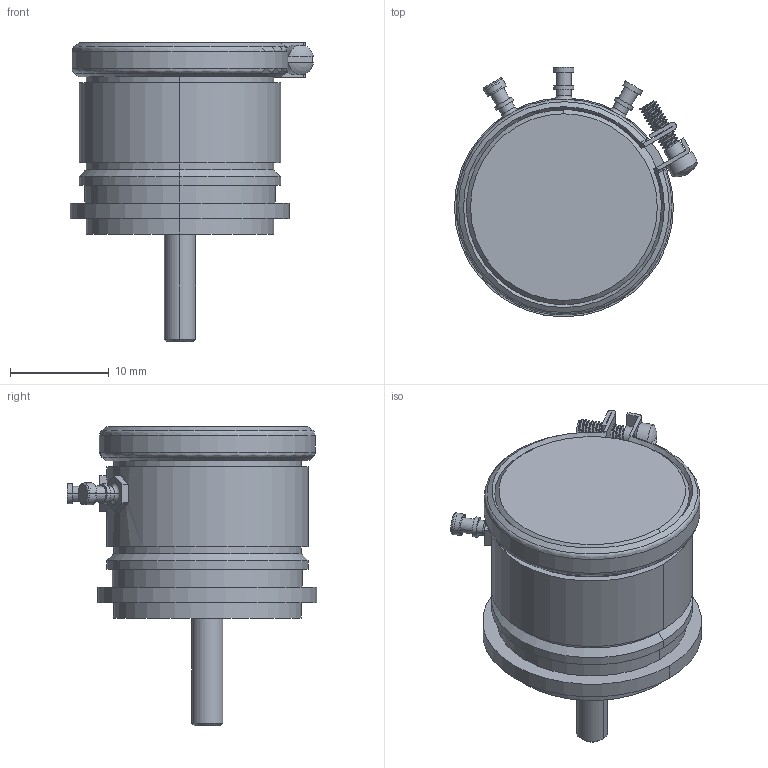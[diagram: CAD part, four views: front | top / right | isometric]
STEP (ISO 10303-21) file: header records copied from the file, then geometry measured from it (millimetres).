
FILE_DESCRIPTION((''),'2;1');
FILE_NAME('5103_SW0010','2013-02-14T',('BMozley'),(''),'PRO/ENGINEER BY PARAMETRIC TECHNOLOGY CORPORATION, 2012360','PRO/ENGINEER BY PARAMETRIC TECHNOLOGY CORPORATION, 2012360','');
FILE_SCHEMA(('CONFIG_CONTROL_DESIGN'));
Length unit declared in the file: inch
Products named in the file (1): 5103_SW0010
Bounding box: 24.68 x 25.34 x 30.43 mm (x, y, z)
Volume: 6481.7 mm3; surface area: 3155.3 mm2
Topology: 3 solids, 3 shells, 241 faces, 608 edges, 388 vertices
Faces by surface type: cylinder 113, plane 66, cone 22, bspline 20, torus 18, sphere 2
Entity records: 16033 total; most frequent: CARTESIAN_POINT 10361, ORIENTED_EDGE 1216, DIRECTION 1106, EDGE_CURVE 608, AXIS2_PLACEMENT_3D 434, VERTEX_POINT 388, EDGE_LOOP 274, FACE_OUTER_BOUND 241
